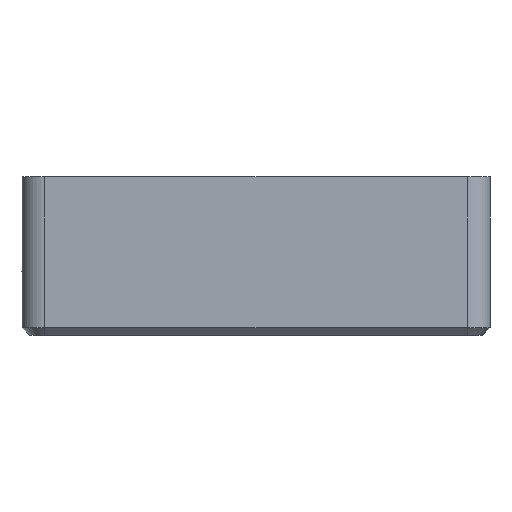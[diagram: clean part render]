
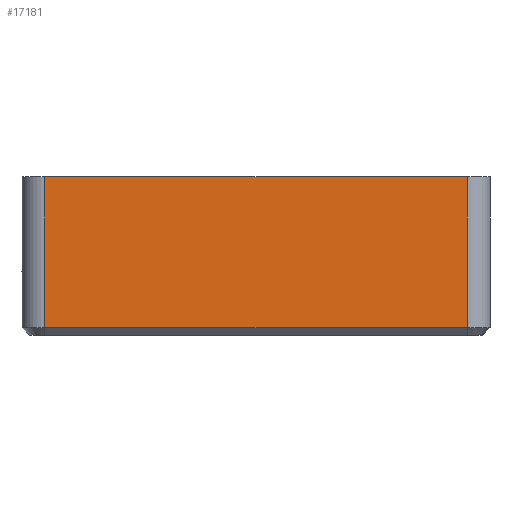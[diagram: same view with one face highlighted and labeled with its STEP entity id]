
A CAD part, left-side view. The second image highlights one B-rep face of the part: STEP entity #17181.
In plain terms, the highlighted planar face has unit normal (-1, 0, 0).
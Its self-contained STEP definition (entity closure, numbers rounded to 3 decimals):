
#2035=PLANE('',#17961);
#2949=FACE_OUTER_BOUND('',#4003,.T.);
#4003=EDGE_LOOP('',(#15783,#15784,#15785,#15786));
#5492=LINE('',#31936,#6945);
#5498=LINE('',#31952,#6951);
#5499=LINE('',#31954,#6952);
#5500=LINE('',#31955,#6953);
#6945=VECTOR('',#20793,10.);
#6951=VECTOR('',#20813,10.);
#6952=VECTOR('',#20814,10.);
#6953=VECTOR('',#20815,10.);
#8701=VERTEX_POINT('',#31931);
#8702=VERTEX_POINT('',#31935);
#8705=VERTEX_POINT('',#31951);
#8706=VERTEX_POINT('',#31953);
#11124=EDGE_CURVE('',#8701,#8702,#5492,.T.);
#11132=EDGE_CURVE('',#8701,#8705,#5498,.T.);
#11133=EDGE_CURVE('',#8706,#8705,#5499,.T.);
#11134=EDGE_CURVE('',#8702,#8706,#5500,.T.);
#15783=ORIENTED_EDGE('',*,*,#11124,.F.);
#15784=ORIENTED_EDGE('',*,*,#11132,.T.);
#15785=ORIENTED_EDGE('',*,*,#11133,.F.);
#15786=ORIENTED_EDGE('',*,*,#11134,.F.);
#17181=ADVANCED_FACE('',(#2949),#2035,.T.);
#17961=AXIS2_PLACEMENT_3D('',#31950,#20811,#20812);
#20793=DIRECTION('',(0.,1.,0.));
#20811=DIRECTION('center_axis',(-1.,0.,0.));
#20812=DIRECTION('ref_axis',(0.,-1.,0.));
#20813=DIRECTION('',(0.,0.,1.));
#20814=DIRECTION('',(0.,-1.,0.));
#20815=DIRECTION('',(0.,0.,1.));
#31931=CARTESIAN_POINT('',(-46.2,-28.,-13.5));
#31935=CARTESIAN_POINT('',(-46.2,28.,-13.5));
#31936=CARTESIAN_POINT('',(-46.2,14.,-13.5));
#31950=CARTESIAN_POINT('Origin',(-46.2,28.,-13.5));
#31951=CARTESIAN_POINT('',(-46.2,-28.,6.5));
#31952=CARTESIAN_POINT('',(-46.2,-28.,-13.5));
#31953=CARTESIAN_POINT('',(-46.2,28.,6.5));
#31954=CARTESIAN_POINT('',(-46.2,14.,6.5));
#31955=CARTESIAN_POINT('',(-46.2,28.,-13.5));
